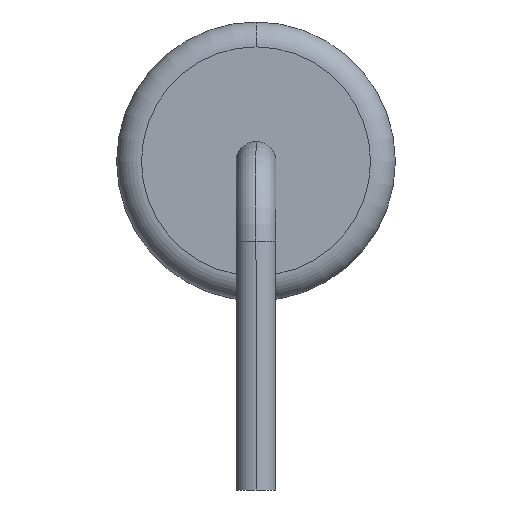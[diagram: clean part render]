
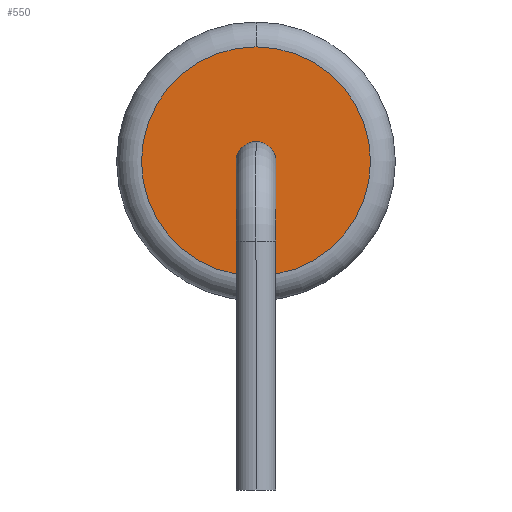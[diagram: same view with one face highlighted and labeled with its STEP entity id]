
A CAD part, left-side view. The second image highlights one B-rep face of the part: STEP entity #550.
In plain terms, the highlighted planar face has unit normal (-1, 0, 0).
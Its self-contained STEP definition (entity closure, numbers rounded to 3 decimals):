
#352=CARTESIAN_POINT('',(-6.5,0.0,5.1));
#353=VERTEX_POINT('',#352);
#361=CARTESIAN_POINT('',(-6.5,0.,0.5));
#362=VERTEX_POINT('',#361);
#363=CARTESIAN_POINT('',(-6.5,0.0,2.8));
#364=DIRECTION('',(1.0,0.0,0.0));
#365=DIRECTION('',(0.0,0.0,1.0));
#366=AXIS2_PLACEMENT_3D('',#363,#364,#365);
#367=CIRCLE('',#366,2.3);
#368=EDGE_CURVE('',#353,#362,#367,.T.);
#513=CARTESIAN_POINT('',(-6.5,0.0,2.8));
#514=DIRECTION('',(1.0,0.0,0.0));
#515=DIRECTION('',(0.0,0.0,1.0));
#516=AXIS2_PLACEMENT_3D('',#513,#514,#515);
#517=CIRCLE('',#516,2.3);
#518=EDGE_CURVE('',#362,#353,#517,.T.);
#541=CARTESIAN_POINT('',(-6.5,0.0,2.8));
#542=DIRECTION('',(-1.0,0.0,0.0));
#543=DIRECTION('',(0.0,0.0,1.0));
#544=AXIS2_PLACEMENT_3D('',#541,#542,#543);
#545=PLANE('',#544);
#546=ORIENTED_EDGE('',*,*,#518,.F.);
#547=ORIENTED_EDGE('',*,*,#368,.F.);
#548=EDGE_LOOP('',(#546,#547));
#549=FACE_OUTER_BOUND('',#548,.T.);
#550=ADVANCED_FACE('',(#549),#545,.T.);
